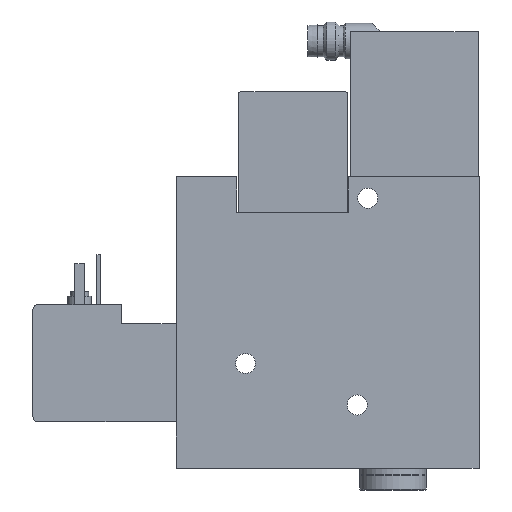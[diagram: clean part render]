
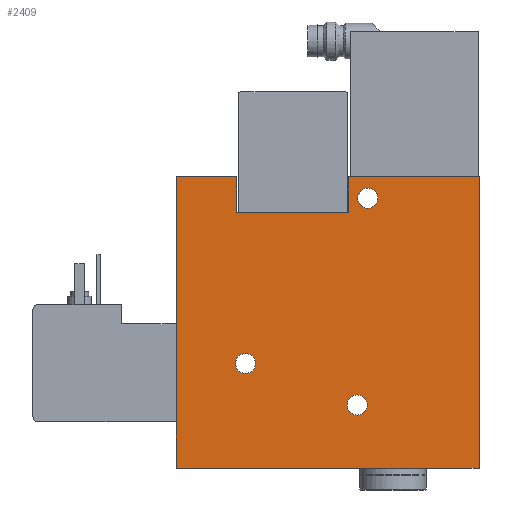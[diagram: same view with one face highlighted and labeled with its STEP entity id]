
A CAD part, left-side view. The second image highlights one B-rep face of the part: STEP entity #2409.
In plain terms, the highlighted face is planar.
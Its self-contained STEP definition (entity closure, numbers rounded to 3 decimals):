
#64=PLANE('',#2559);
#137=LINE('',#3299,#260);
#141=LINE('',#3308,#264);
#148=LINE('',#3322,#271);
#151=LINE('',#3328,#274);
#158=LINE('',#3342,#281);
#161=LINE('',#3358,#284);
#164=LINE('',#3370,#287);
#171=LINE('',#3384,#294);
#260=VECTOR('',#2766,1000.);
#264=VECTOR('',#2772,1000.);
#271=VECTOR('',#2781,1000.);
#274=VECTOR('',#2786,1000.);
#281=VECTOR('',#2795,1000.);
#284=VECTOR('',#2810,1000.);
#287=VECTOR('',#2821,1000.);
#294=VECTOR('',#2830,1000.);
#455=ORIENTED_EDGE('',*,*,#854,.F.);
#456=ORIENTED_EDGE('',*,*,#855,.F.);
#457=ORIENTED_EDGE('',*,*,#856,.F.);
#458=ORIENTED_EDGE('',*,*,#807,.F.);
#459=ORIENTED_EDGE('',*,*,#849,.F.);
#460=ORIENTED_EDGE('',*,*,#842,.F.);
#461=ORIENTED_EDGE('',*,*,#836,.F.);
#462=ORIENTED_EDGE('',*,*,#828,.F.);
#463=ORIENTED_EDGE('',*,*,#821,.F.);
#464=ORIENTED_EDGE('',*,*,#818,.F.);
#465=ORIENTED_EDGE('',*,*,#811,.F.);
#807=EDGE_CURVE('',#1013,#1014,#137,.T.);
#811=EDGE_CURVE('',#1014,#1017,#141,.T.);
#818=EDGE_CURVE('',#1017,#1023,#148,.T.);
#821=EDGE_CURVE('',#1023,#1025,#151,.T.);
#828=EDGE_CURVE('',#1025,#1031,#158,.T.);
#836=EDGE_CURVE('',#1031,#1038,#161,.T.);
#842=EDGE_CURVE('',#1038,#1043,#164,.T.);
#849=EDGE_CURVE('',#1043,#1013,#171,.T.);
#854=EDGE_CURVE('',#1052,#1052,#1177,.T.);
#855=EDGE_CURVE('',#1053,#1053,#1178,.T.);
#856=EDGE_CURVE('',#1054,#1054,#1179,.T.);
#1013=VERTEX_POINT('',#3300);
#1014=VERTEX_POINT('',#3301);
#1017=VERTEX_POINT('',#3309);
#1023=VERTEX_POINT('',#3323);
#1025=VERTEX_POINT('',#3329);
#1031=VERTEX_POINT('',#3343);
#1038=VERTEX_POINT('',#3359);
#1043=VERTEX_POINT('',#3371);
#1052=VERTEX_POINT('',#3395);
#1053=VERTEX_POINT('',#3397);
#1054=VERTEX_POINT('',#3399);
#1177=CIRCLE('',#2560,2.1);
#1178=CIRCLE('',#2561,2.1);
#1179=CIRCLE('',#2562,2.1);
#1269=EDGE_LOOP('',(#455));
#1270=EDGE_LOOP('',(#456));
#1271=EDGE_LOOP('',(#457));
#1272=EDGE_LOOP('',(#458,#459,#460,#461,#462,#463,#464,#465));
#1469=FACE_BOUND('',#1269,.T.);
#1470=FACE_BOUND('',#1270,.T.);
#1471=FACE_BOUND('',#1271,.T.);
#1472=FACE_BOUND('',#1272,.T.);
#2409=ADVANCED_FACE('',(#1469,#1470,#1471,#1472),#64,.F.);
#2559=AXIS2_PLACEMENT_3D('',#3393,#2840,#2841);
#2560=AXIS2_PLACEMENT_3D('',#3394,#2842,#2843);
#2561=AXIS2_PLACEMENT_3D('',#3396,#2844,#2845);
#2562=AXIS2_PLACEMENT_3D('',#3398,#2846,#2847);
#2766=DIRECTION('',(0.,-1.,0.));
#2772=DIRECTION('',(1.,0.,0.));
#2781=DIRECTION('',(0.,-1.,0.));
#2786=DIRECTION('',(-1.,0.,0.));
#2795=DIRECTION('',(0.,-1.,0.));
#2810=DIRECTION('',(1.,0.,0.));
#2821=DIRECTION('',(0.,1.,0.));
#2830=DIRECTION('',(-1.,0.,0.));
#2840=DIRECTION('',(0.,0.,1.));
#2841=DIRECTION('',(1.,0.,0.));
#2842=DIRECTION('',(0.,0.,-1.));
#2843=DIRECTION('',(-1.,0.,0.));
#2844=DIRECTION('',(0.,0.,-1.));
#2845=DIRECTION('',(-1.,0.,0.));
#2846=DIRECTION('',(0.,0.,-1.));
#2847=DIRECTION('',(-1.,0.,0.));
#3299=CARTESIAN_POINT('',(-61.,63.4,-9.));
#3300=CARTESIAN_POINT('',(-61.,63.4,-9.));
#3301=CARTESIAN_POINT('',(-61.,50.72,-9.));
#3308=CARTESIAN_POINT('',(-61.,50.72,-9.));
#3309=CARTESIAN_POINT('',(-53.509,50.72,-9.));
#3322=CARTESIAN_POINT('',(-53.509,50.72,-9.));
#3323=CARTESIAN_POINT('',(-53.509,27.4,-9.));
#3328=CARTESIAN_POINT('',(-53.509,27.4,-9.));
#3329=CARTESIAN_POINT('',(-61.,27.4,-9.));
#3342=CARTESIAN_POINT('',(-61.,27.4,-9.));
#3343=CARTESIAN_POINT('',(-61.,0.,-9.));
#3358=CARTESIAN_POINT('',(-61.,0.,-9.));
#3359=CARTESIAN_POINT('',(0.,0.,-9.));
#3370=CARTESIAN_POINT('',(0.,0.,-9.));
#3371=CARTESIAN_POINT('',(0.,63.4,-9.));
#3384=CARTESIAN_POINT('',(0.,63.4,-9.));
#3393=CARTESIAN_POINT('',(0.,0.,-9.));
#3394=CARTESIAN_POINT('',(-56.5,23.3,-9.));
#3395=CARTESIAN_POINT('',(-58.6,23.3,-9.));
#3396=CARTESIAN_POINT('',(-21.9,48.9,-9.));
#3397=CARTESIAN_POINT('',(-24.,48.9,-9.));
#3398=CARTESIAN_POINT('',(-13.2,25.5,-9.));
#3399=CARTESIAN_POINT('',(-15.3,25.5,-9.));
